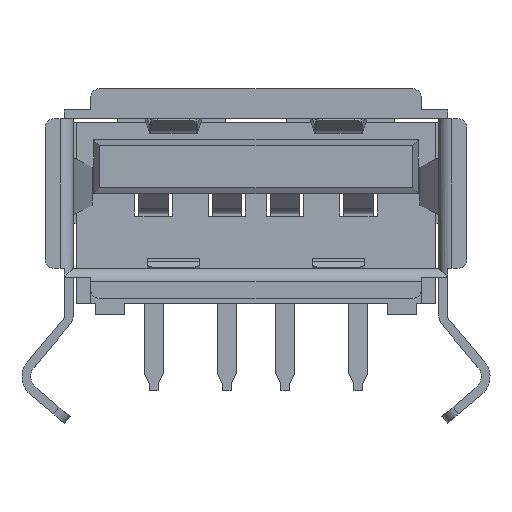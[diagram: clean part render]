
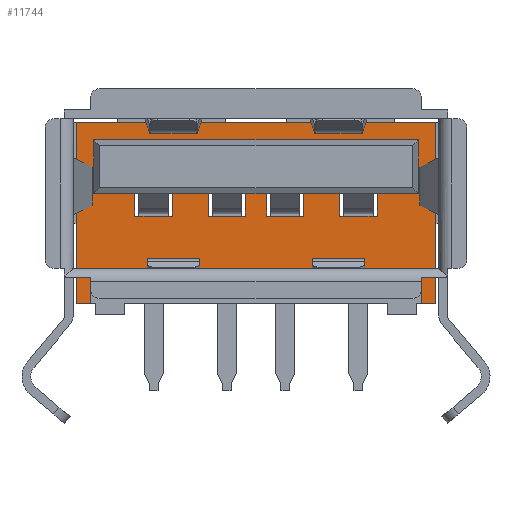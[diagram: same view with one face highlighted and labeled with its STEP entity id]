
A CAD part, front view. The second image highlights one B-rep face of the part: STEP entity #11744.
In plain terms, the highlighted planar face has unit normal (0, -1, 0).
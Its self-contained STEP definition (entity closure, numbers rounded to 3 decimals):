
#150 = VERTEX_POINT('',#151);
#151 = CARTESIAN_POINT('',(9.65,-2.85,6.57));
#157 = EDGE_CURVE('',#150,#158,#160,.T.);
#158 = VERTEX_POINT('',#159);
#159 = CARTESIAN_POINT('',(-2.65,-2.85,6.57));
#160 = LINE('',#161,#162);
#161 = CARTESIAN_POINT('',(9.65,-2.85,6.57));
#162 = VECTOR('',#163,1.);
#163 = DIRECTION('',(-1.,0.,0.));
#972 = EDGE_CURVE('',#158,#973,#975,.T.);
#973 = VERTEX_POINT('',#974);
#974 = CARTESIAN_POINT('',(-2.65,-2.85,0.4));
#975 = LINE('',#976,#977);
#976 = CARTESIAN_POINT('',(-2.65,-2.85,6.57));
#977 = VECTOR('',#978,1.);
#978 = DIRECTION('',(0.,0.,-1.));
#3461 = VERTEX_POINT('',#3462);
#3462 = CARTESIAN_POINT('',(9.65,-2.85,0.4));
#3468 = EDGE_CURVE('',#3461,#150,#3469,.T.);
#3469 = LINE('',#3470,#3471);
#3470 = CARTESIAN_POINT('',(9.65,-2.85,0.4));
#3471 = VECTOR('',#3472,1.);
#3472 = DIRECTION('',(0.,0.,1.));
#11370 = VERTEX_POINT('',#11371);
#11371 = CARTESIAN_POINT('',(-2.15,-2.85,0.4));
#11377 = EDGE_CURVE('',#11378,#11370,#11380,.T.);
#11378 = VERTEX_POINT('',#11379);
#11379 = CARTESIAN_POINT('',(-2.15,-2.85,1.45));
#11380 = LINE('',#11381,#11382);
#11381 = CARTESIAN_POINT('',(-2.15,-2.85,1.45));
#11382 = VECTOR('',#11383,1.);
#11383 = DIRECTION('',(0.,0.,-1.));
#11544 = VERTEX_POINT('',#11545);
#11545 = CARTESIAN_POINT('',(9.15,-2.85,1.45));
#11578 = EDGE_CURVE('',#11544,#11378,#11579,.T.);
#11579 = LINE('',#11580,#11581);
#11580 = CARTESIAN_POINT('',(9.15,-2.85,1.45));
#11581 = VECTOR('',#11582,1.);
#11582 = DIRECTION('',(-1.,0.,0.));
#11600 = EDGE_CURVE('',#11601,#11544,#11603,.T.);
#11601 = VERTEX_POINT('',#11602);
#11602 = CARTESIAN_POINT('',(9.15,-2.85,0.4));
#11603 = LINE('',#11604,#11605);
#11604 = CARTESIAN_POINT('',(9.15,-2.85,0.4));
#11605 = VECTOR('',#11606,1.);
#11606 = DIRECTION('',(0.,0.,1.));
#11744 = ADVANCED_FACE('',(#11745,#11765),#11927,.T.);
#11745 = FACE_BOUND('',#11746,.F.);
#11746 = EDGE_LOOP('',(#11747,#11748,#11749,#11750,#11756,#11757,#11758,
    #11759));
#11747 = ORIENTED_EDGE('',*,*,#11600,.T.);
#11748 = ORIENTED_EDGE('',*,*,#11578,.T.);
#11749 = ORIENTED_EDGE('',*,*,#11377,.T.);
#11750 = ORIENTED_EDGE('',*,*,#11751,.F.);
#11751 = EDGE_CURVE('',#973,#11370,#11752,.T.);
#11752 = LINE('',#11753,#11754);
#11753 = CARTESIAN_POINT('',(-2.65,-2.85,0.4));
#11754 = VECTOR('',#11755,1.);
#11755 = DIRECTION('',(1.,0.,0.));
#11756 = ORIENTED_EDGE('',*,*,#972,.F.);
#11757 = ORIENTED_EDGE('',*,*,#157,.F.);
#11758 = ORIENTED_EDGE('',*,*,#3468,.F.);
#11759 = ORIENTED_EDGE('',*,*,#11760,.F.);
#11760 = EDGE_CURVE('',#11601,#3461,#11761,.T.);
#11761 = LINE('',#11762,#11763);
#11762 = CARTESIAN_POINT('',(9.15,-2.85,0.4));
#11763 = VECTOR('',#11764,1.);
#11764 = DIRECTION('',(1.,0.,0.));
#11765 = FACE_BOUND('',#11766,.F.);
#11766 = EDGE_LOOP('',(#11767,#11777,#11785,#11793,#11801,#11809,#11817,
    #11825,#11833,#11841,#11849,#11857,#11865,#11873,#11881,#11889,
    #11897,#11905,#11913,#11921));
#11767 = ORIENTED_EDGE('',*,*,#11768,.T.);
#11768 = EDGE_CURVE('',#11769,#11771,#11773,.T.);
#11769 = VERTEX_POINT('',#11770);
#11770 = CARTESIAN_POINT('',(6.36,-2.85,4.15));
#11771 = VERTEX_POINT('',#11772);
#11772 = CARTESIAN_POINT('',(6.36,-2.85,3.38));
#11773 = LINE('',#11774,#11775);
#11774 = CARTESIAN_POINT('',(6.36,-2.85,4.15));
#11775 = VECTOR('',#11776,1.);
#11776 = DIRECTION('',(0.,0.,-1.));
#11777 = ORIENTED_EDGE('',*,*,#11778,.T.);
#11778 = EDGE_CURVE('',#11771,#11779,#11781,.T.);
#11779 = VERTEX_POINT('',#11780);
#11780 = CARTESIAN_POINT('',(7.64,-2.85,3.38));
#11781 = LINE('',#11782,#11783);
#11782 = CARTESIAN_POINT('',(6.36,-2.85,3.38));
#11783 = VECTOR('',#11784,1.);
#11784 = DIRECTION('',(1.,0.,0.));
#11785 = ORIENTED_EDGE('',*,*,#11786,.T.);
#11786 = EDGE_CURVE('',#11779,#11787,#11789,.T.);
#11787 = VERTEX_POINT('',#11788);
#11788 = CARTESIAN_POINT('',(7.64,-2.85,4.15));
#11789 = LINE('',#11790,#11791);
#11790 = CARTESIAN_POINT('',(7.64,-2.85,3.38));
#11791 = VECTOR('',#11792,1.);
#11792 = DIRECTION('',(0.,0.,1.));
#11793 = ORIENTED_EDGE('',*,*,#11794,.T.);
#11794 = EDGE_CURVE('',#11787,#11795,#11797,.T.);
#11795 = VERTEX_POINT('',#11796);
#11796 = CARTESIAN_POINT('',(9.05,-2.85,4.15));
#11797 = LINE('',#11798,#11799);
#11798 = CARTESIAN_POINT('',(7.64,-2.85,4.15));
#11799 = VECTOR('',#11800,1.);
#11800 = DIRECTION('',(1.,0.,0.));
#11801 = ORIENTED_EDGE('',*,*,#11802,.T.);
#11802 = EDGE_CURVE('',#11795,#11803,#11805,.T.);
#11803 = VERTEX_POINT('',#11804);
#11804 = CARTESIAN_POINT('',(9.05,-2.85,5.99));
#11805 = LINE('',#11806,#11807);
#11806 = CARTESIAN_POINT('',(9.05,-2.85,4.15));
#11807 = VECTOR('',#11808,1.);
#11808 = DIRECTION('',(0.,0.,1.));
#11809 = ORIENTED_EDGE('',*,*,#11810,.T.);
#11810 = EDGE_CURVE('',#11803,#11811,#11813,.T.);
#11811 = VERTEX_POINT('',#11812);
#11812 = CARTESIAN_POINT('',(-2.05,-2.85,5.99));
#11813 = LINE('',#11814,#11815);
#11814 = CARTESIAN_POINT('',(9.05,-2.85,5.99));
#11815 = VECTOR('',#11816,1.);
#11816 = DIRECTION('',(-1.,0.,0.));
#11817 = ORIENTED_EDGE('',*,*,#11818,.T.);
#11818 = EDGE_CURVE('',#11811,#11819,#11821,.T.);
#11819 = VERTEX_POINT('',#11820);
#11820 = CARTESIAN_POINT('',(-2.05,-2.85,4.15));
#11821 = LINE('',#11822,#11823);
#11822 = CARTESIAN_POINT('',(-2.05,-2.85,5.99));
#11823 = VECTOR('',#11824,1.);
#11824 = DIRECTION('',(0.,0.,-1.));
#11825 = ORIENTED_EDGE('',*,*,#11826,.T.);
#11826 = EDGE_CURVE('',#11819,#11827,#11829,.T.);
#11827 = VERTEX_POINT('',#11828);
#11828 = CARTESIAN_POINT('',(-0.64,-2.85,4.15));
#11829 = LINE('',#11830,#11831);
#11830 = CARTESIAN_POINT('',(-2.05,-2.85,4.15));
#11831 = VECTOR('',#11832,1.);
#11832 = DIRECTION('',(1.,0.,0.));
#11833 = ORIENTED_EDGE('',*,*,#11834,.T.);
#11834 = EDGE_CURVE('',#11827,#11835,#11837,.T.);
#11835 = VERTEX_POINT('',#11836);
#11836 = CARTESIAN_POINT('',(-0.64,-2.85,3.38));
#11837 = LINE('',#11838,#11839);
#11838 = CARTESIAN_POINT('',(-0.64,-2.85,4.15));
#11839 = VECTOR('',#11840,1.);
#11840 = DIRECTION('',(0.,0.,-1.));
#11841 = ORIENTED_EDGE('',*,*,#11842,.T.);
#11842 = EDGE_CURVE('',#11835,#11843,#11845,.T.);
#11843 = VERTEX_POINT('',#11844);
#11844 = CARTESIAN_POINT('',(0.64,-2.85,3.38));
#11845 = LINE('',#11846,#11847);
#11846 = CARTESIAN_POINT('',(-0.64,-2.85,3.38));
#11847 = VECTOR('',#11848,1.);
#11848 = DIRECTION('',(1.,0.,0.));
#11849 = ORIENTED_EDGE('',*,*,#11850,.T.);
#11850 = EDGE_CURVE('',#11843,#11851,#11853,.T.);
#11851 = VERTEX_POINT('',#11852);
#11852 = CARTESIAN_POINT('',(0.64,-2.85,4.15));
#11853 = LINE('',#11854,#11855);
#11854 = CARTESIAN_POINT('',(0.64,-2.85,3.38));
#11855 = VECTOR('',#11856,1.);
#11856 = DIRECTION('',(0.,0.,1.));
#11857 = ORIENTED_EDGE('',*,*,#11858,.T.);
#11858 = EDGE_CURVE('',#11851,#11859,#11861,.T.);
#11859 = VERTEX_POINT('',#11860);
#11860 = CARTESIAN_POINT('',(1.86,-2.85,4.15));
#11861 = LINE('',#11862,#11863);
#11862 = CARTESIAN_POINT('',(0.64,-2.85,4.15));
#11863 = VECTOR('',#11864,1.);
#11864 = DIRECTION('',(1.,0.,0.));
#11865 = ORIENTED_EDGE('',*,*,#11866,.T.);
#11866 = EDGE_CURVE('',#11859,#11867,#11869,.T.);
#11867 = VERTEX_POINT('',#11868);
#11868 = CARTESIAN_POINT('',(1.86,-2.85,3.38));
#11869 = LINE('',#11870,#11871);
#11870 = CARTESIAN_POINT('',(1.86,-2.85,4.15));
#11871 = VECTOR('',#11872,1.);
#11872 = DIRECTION('',(0.,0.,-1.));
#11873 = ORIENTED_EDGE('',*,*,#11874,.T.);
#11874 = EDGE_CURVE('',#11867,#11875,#11877,.T.);
#11875 = VERTEX_POINT('',#11876);
#11876 = CARTESIAN_POINT('',(3.14,-2.85,3.38));
#11877 = LINE('',#11878,#11879);
#11878 = CARTESIAN_POINT('',(1.86,-2.85,3.38));
#11879 = VECTOR('',#11880,1.);
#11880 = DIRECTION('',(1.,0.,0.));
#11881 = ORIENTED_EDGE('',*,*,#11882,.T.);
#11882 = EDGE_CURVE('',#11875,#11883,#11885,.T.);
#11883 = VERTEX_POINT('',#11884);
#11884 = CARTESIAN_POINT('',(3.14,-2.85,4.15));
#11885 = LINE('',#11886,#11887);
#11886 = CARTESIAN_POINT('',(3.14,-2.85,3.38));
#11887 = VECTOR('',#11888,1.);
#11888 = DIRECTION('',(0.,0.,1.));
#11889 = ORIENTED_EDGE('',*,*,#11890,.T.);
#11890 = EDGE_CURVE('',#11883,#11891,#11893,.T.);
#11891 = VERTEX_POINT('',#11892);
#11892 = CARTESIAN_POINT('',(3.86,-2.85,4.15));
#11893 = LINE('',#11894,#11895);
#11894 = CARTESIAN_POINT('',(3.14,-2.85,4.15));
#11895 = VECTOR('',#11896,1.);
#11896 = DIRECTION('',(1.,0.,0.));
#11897 = ORIENTED_EDGE('',*,*,#11898,.T.);
#11898 = EDGE_CURVE('',#11891,#11899,#11901,.T.);
#11899 = VERTEX_POINT('',#11900);
#11900 = CARTESIAN_POINT('',(3.86,-2.85,3.38));
#11901 = LINE('',#11902,#11903);
#11902 = CARTESIAN_POINT('',(3.86,-2.85,4.15));
#11903 = VECTOR('',#11904,1.);
#11904 = DIRECTION('',(0.,0.,-1.));
#11905 = ORIENTED_EDGE('',*,*,#11906,.T.);
#11906 = EDGE_CURVE('',#11899,#11907,#11909,.T.);
#11907 = VERTEX_POINT('',#11908);
#11908 = CARTESIAN_POINT('',(5.14,-2.85,3.38));
#11909 = LINE('',#11910,#11911);
#11910 = CARTESIAN_POINT('',(3.86,-2.85,3.38));
#11911 = VECTOR('',#11912,1.);
#11912 = DIRECTION('',(1.,0.,0.));
#11913 = ORIENTED_EDGE('',*,*,#11914,.T.);
#11914 = EDGE_CURVE('',#11907,#11915,#11917,.T.);
#11915 = VERTEX_POINT('',#11916);
#11916 = CARTESIAN_POINT('',(5.14,-2.85,4.15));
#11917 = LINE('',#11918,#11919);
#11918 = CARTESIAN_POINT('',(5.14,-2.85,3.38));
#11919 = VECTOR('',#11920,1.);
#11920 = DIRECTION('',(0.,0.,1.));
#11921 = ORIENTED_EDGE('',*,*,#11922,.T.);
#11922 = EDGE_CURVE('',#11915,#11769,#11923,.T.);
#11923 = LINE('',#11924,#11925);
#11924 = CARTESIAN_POINT('',(5.14,-2.85,4.15));
#11925 = VECTOR('',#11926,1.);
#11926 = DIRECTION('',(1.,0.,0.));
#11927 = PLANE('',#11928);
#11928 = AXIS2_PLACEMENT_3D('',#11929,#11930,#11931);
#11929 = CARTESIAN_POINT('',(3.5,-2.85,0.));
#11930 = DIRECTION('',(0.,-1.,0.));
#11931 = DIRECTION('',(1.,0.,0.));
